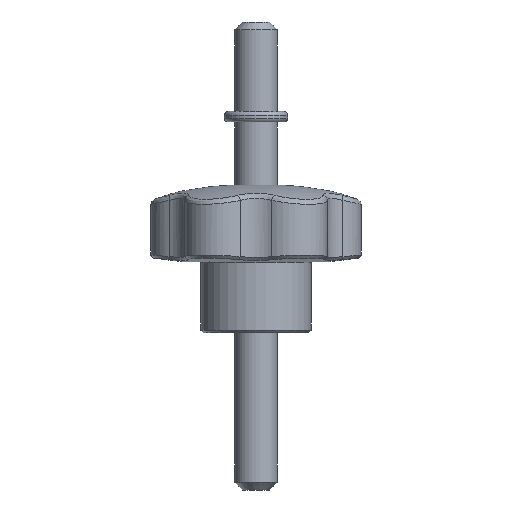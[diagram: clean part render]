
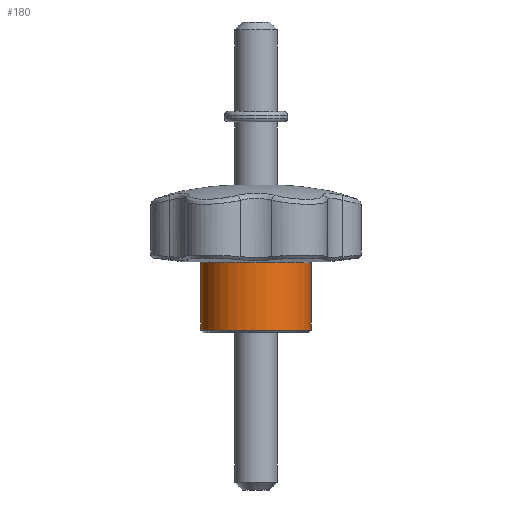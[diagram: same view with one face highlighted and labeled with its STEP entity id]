
A CAD part, front view. The second image highlights one B-rep face of the part: STEP entity #180.
In plain terms, the highlighted cylindrical face has radius 10.5 mm (diameter 21 mm), a full revolution.
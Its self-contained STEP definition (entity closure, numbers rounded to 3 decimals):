
#180 = ADVANCED_FACE( '', ( #251, #252 ), #253, .T. );
#251 = FACE_OUTER_BOUND( '', #565, .T. );
#252 = FACE_OUTER_BOUND( '', #566, .T. );
#253 = CYLINDRICAL_SURFACE( '', #567, 10.5 );
#565 = EDGE_LOOP( '', ( #1764 ) );
#566 = EDGE_LOOP( '', ( #1765 ) );
#567 = AXIS2_PLACEMENT_3D( '', #1766, #1767, #1768 );
#1764 = ORIENTED_EDGE( '', *, *, #2065, .T. );
#1765 = ORIENTED_EDGE( '', *, *, #2066, .F. );
#1766 = CARTESIAN_POINT( '', ( 0., 0., 28. ) );
#1767 = DIRECTION( '', ( 0., 0., -1. ) );
#1768 = DIRECTION( '', ( 1., 0., 0. ) );
#2065 = EDGE_CURVE( '', #2208, #2208, #2209, .T. );
#2066 = EDGE_CURVE( '', #2210, #2210, #2211, .T. );
#2208 = VERTEX_POINT( '', #3457 );
#2209 = CIRCLE( '', #3458, 10.5 );
#2210 = VERTEX_POINT( '', #3459 );
#2211 = CIRCLE( '', #3460, 10.5 );
#3457 = CARTESIAN_POINT( '', ( 10.5, 0., 0.453 ) );
#3458 = AXIS2_PLACEMENT_3D( '', #4258, #4259, #4260 );
#3459 = CARTESIAN_POINT( '', ( 10.5, 0., 13.239 ) );
#3460 = AXIS2_PLACEMENT_3D( '', #4261, #4262, #4263 );
#4258 = CARTESIAN_POINT( '', ( 0., 0., 0.453 ) );
#4259 = DIRECTION( '', ( 0., 0., 1. ) );
#4260 = DIRECTION( '', ( 1., 0., 0. ) );
#4261 = CARTESIAN_POINT( '', ( 0., 0., 13.239 ) );
#4262 = DIRECTION( '', ( 0., 0., 1. ) );
#4263 = DIRECTION( '', ( 1., 0., 0. ) );
